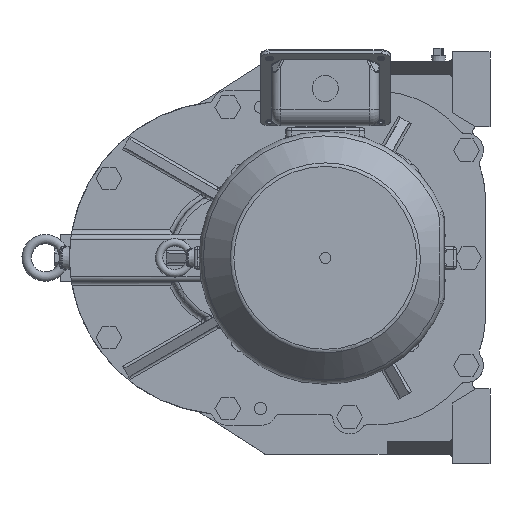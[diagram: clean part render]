
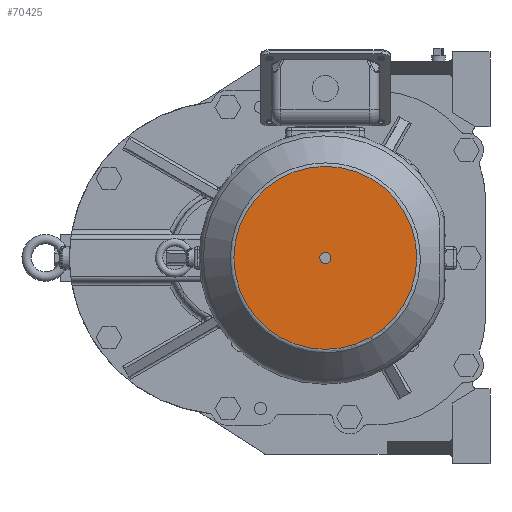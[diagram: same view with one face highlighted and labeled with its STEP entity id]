
A CAD part, left-side view. The second image highlights one B-rep face of the part: STEP entity #70425.
In plain terms, the highlighted planar face has unit normal (-1, 0, 0).
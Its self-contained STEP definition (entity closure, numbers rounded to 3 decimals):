
#5188 = VERTEX_POINT ( 'NONE', #124617 ) ;
#22172 = AXIS2_PLACEMENT_3D ( 'NONE', #135422, #101452, #69634 ) ;
#24760 = CIRCLE ( 'NONE', #31558, 97.668 ) ;
#25188 = DIRECTION ( 'NONE',  ( -1., 0., 0. ) ) ;
#31558 = AXIS2_PLACEMENT_3D ( 'NONE', #88098, #25188, #101482 ) ;
#37989 = CIRCLE ( 'NONE', #22172, 6. ) ;
#42351 = FACE_BOUND ( 'NONE', #128642, .T. ) ;
#45701 = AXIS2_PLACEMENT_3D ( 'NONE', #105970, #96742, #95341 ) ;
#52960 = ORIENTED_EDGE ( 'NONE', *, *, #121063, .T. ) ;
#60283 = CARTESIAN_POINT ( 'NONE',  ( -425.6, -94.095, -97.668 ) ) ;
#62858 = PLANE ( 'NONE',  #45701 ) ;
#69634 = DIRECTION ( 'NONE',  ( 0., 0., -1. ) ) ;
#70425 = ADVANCED_FACE ( 'NONE', ( #42351, #116626 ), #62858, .F. ) ;
#73586 = ORIENTED_EDGE ( 'NONE', *, *, #124467, .T. ) ;
#88098 = CARTESIAN_POINT ( 'NONE',  ( -425.6, -94.095, 0. ) ) ;
#95341 = DIRECTION ( 'NONE',  ( 0., 0., -1. ) ) ;
#96742 = DIRECTION ( 'NONE',  ( 1., 0., 0. ) ) ;
#101452 = DIRECTION ( 'NONE',  ( 1., 0., 0. ) ) ;
#101482 = DIRECTION ( 'NONE',  ( 0., 0., -1. ) ) ;
#105970 = CARTESIAN_POINT ( 'NONE',  ( -425.6, 5.905, 0. ) ) ;
#116626 = FACE_OUTER_BOUND ( 'NONE', #138379, .T. ) ;
#121063 = EDGE_CURVE ( 'NONE', #126721, #126721, #24760, .T. ) ;
#124467 = EDGE_CURVE ( 'NONE', #5188, #5188, #37989, .T. ) ;
#124617 = CARTESIAN_POINT ( 'NONE',  ( -425.6, -94.095, -6. ) ) ;
#126721 = VERTEX_POINT ( 'NONE', #60283 ) ;
#128642 = EDGE_LOOP ( 'NONE', ( #73586 ) ) ;
#135422 = CARTESIAN_POINT ( 'NONE',  ( -425.6, -94.095, 0. ) ) ;
#138379 = EDGE_LOOP ( 'NONE', ( #52960 ) ) ;
